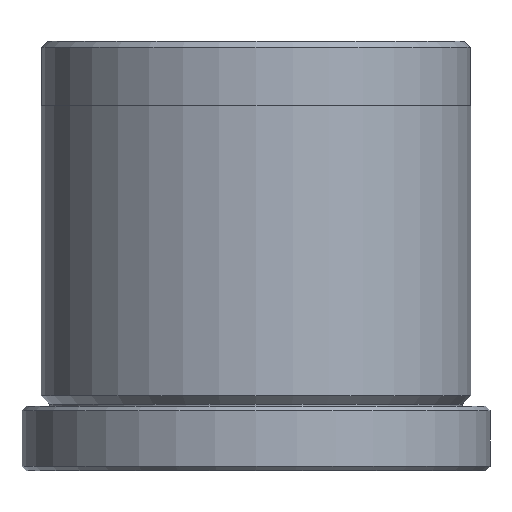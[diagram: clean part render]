
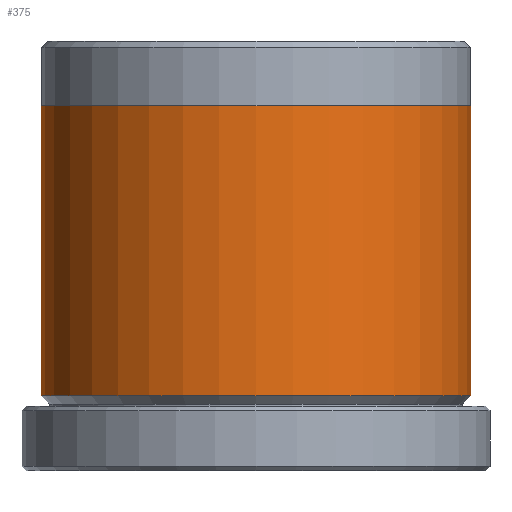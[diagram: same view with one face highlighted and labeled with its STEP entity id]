
A CAD part, front view. The second image highlights one B-rep face of the part: STEP entity #375.
In plain terms, the highlighted cylindrical face has radius 10 mm (diameter 20 mm), a partial arc.
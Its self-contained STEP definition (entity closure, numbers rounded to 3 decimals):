
#50 = DIRECTION ( 'NONE',  ( 0., 0., -1. ) ) ;
#70 = FACE_OUTER_BOUND ( 'NONE', #1581, .T. ) ;
#110 = DIRECTION ( 'NONE',  ( 1., 0., 0. ) ) ;
#112 = CARTESIAN_POINT ( 'NONE',  ( 10., 0., 3.5 ) ) ;
#205 = DIRECTION ( 'NONE',  ( -1., 0., 0. ) ) ;
#227 = CARTESIAN_POINT ( 'NONE',  ( 10., 0., 20. ) ) ;
#257 = EDGE_CURVE ( 'NONE', #1165, #863, #436, .T. ) ;
#315 = CIRCLE ( 'NONE', #971, 10. ) ;
#319 = ORIENTED_EDGE ( 'NONE', *, *, #1319, .F. ) ;
#327 = VECTOR ( 'NONE', #50, 1000. ) ;
#375 = ADVANCED_FACE ( 'NONE', ( #70 ), #1573, .T. ) ;
#436 = LINE ( 'NONE', #1520, #1627 ) ;
#790 = ORIENTED_EDGE ( 'NONE', *, *, #1264, .F. ) ;
#863 = VERTEX_POINT ( 'NONE', #902 ) ;
#884 = CARTESIAN_POINT ( 'NONE',  ( -10., 0., 17. ) ) ;
#890 = DIRECTION ( 'NONE',  ( 0., 0., -1. ) ) ;
#902 = CARTESIAN_POINT ( 'NONE',  ( -10., 0., 3.5 ) ) ;
#962 = VERTEX_POINT ( 'NONE', #112 ) ;
#971 = AXIS2_PLACEMENT_3D ( 'NONE', #1959, #890, #2144 ) ;
#1030 = DIRECTION ( 'NONE',  ( 0., 0., -1. ) ) ;
#1071 = CARTESIAN_POINT ( 'NONE',  ( 10., 0., 17. ) ) ;
#1165 = VERTEX_POINT ( 'NONE', #884 ) ;
#1217 = ORIENTED_EDGE ( 'NONE', *, *, #2266, .F. ) ;
#1223 = AXIS2_PLACEMENT_3D ( 'NONE', #1652, #1274, #205 ) ;
#1264 = EDGE_CURVE ( 'NONE', #1702, #962, #2099, .T. ) ;
#1274 = DIRECTION ( 'NONE',  ( 0., 0., -1. ) ) ;
#1319 = EDGE_CURVE ( 'NONE', #1165, #1702, #2046, .T. ) ;
#1513 = AXIS2_PLACEMENT_3D ( 'NONE', #2041, #1859, #110 ) ;
#1520 = CARTESIAN_POINT ( 'NONE',  ( -10., 0., 20. ) ) ;
#1573 = CYLINDRICAL_SURFACE ( 'NONE', #1223, 10. ) ;
#1581 = EDGE_LOOP ( 'NONE', ( #790, #319, #1674, #1217 ) ) ;
#1627 = VECTOR ( 'NONE', #1030, 1000. ) ;
#1652 = CARTESIAN_POINT ( 'NONE',  ( 0., 0., 20. ) ) ;
#1674 = ORIENTED_EDGE ( 'NONE', *, *, #257, .T. ) ;
#1702 = VERTEX_POINT ( 'NONE', #1071 ) ;
#1859 = DIRECTION ( 'NONE',  ( 0., 0., 1. ) ) ;
#1959 = CARTESIAN_POINT ( 'NONE',  ( 0., 0., 3.5 ) ) ;
#2041 = CARTESIAN_POINT ( 'NONE',  ( 0., 0., 17. ) ) ;
#2046 = CIRCLE ( 'NONE', #1513, 10. ) ;
#2099 = LINE ( 'NONE', #227, #327 ) ;
#2144 = DIRECTION ( 'NONE',  ( -1., 0., 0. ) ) ;
#2266 = EDGE_CURVE ( 'NONE', #962, #863, #315, .T. ) ;
